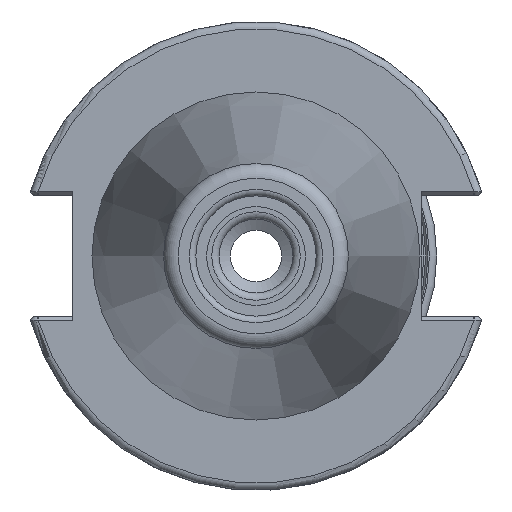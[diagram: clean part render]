
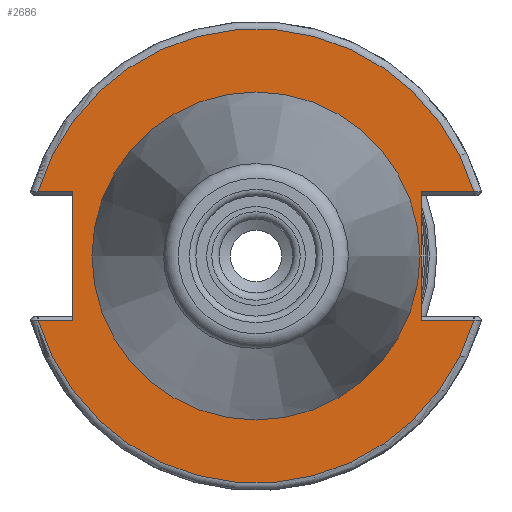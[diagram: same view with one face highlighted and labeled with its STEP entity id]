
A CAD part, left-side view. The second image highlights one B-rep face of the part: STEP entity #2686.
In plain terms, the highlighted planar face has unit normal (-1, 0, 0).
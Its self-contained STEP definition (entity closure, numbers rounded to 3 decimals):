
#105=FACE_BOUND('',#622,.T.);
#127=PLANE('',#2871);
#191=LINE('',#4308,#331);
#203=LINE('',#4453,#343);
#205=LINE('',#4513,#345);
#206=LINE('',#4517,#346);
#207=LINE('',#4519,#347);
#208=LINE('',#4520,#348);
#331=VECTOR('',#3251,10.);
#343=VECTOR('',#3275,10.);
#345=VECTOR('',#3293,10.);
#346=VECTOR('',#3296,10.);
#347=VECTOR('',#3297,10.);
#348=VECTOR('',#3298,10.);
#472=FACE_OUTER_BOUND('',#621,.T.);
#621=EDGE_LOOP('',(#1892,#1893,#1894,#1895,#1896,#1897,#1898,#1899));
#622=EDGE_LOOP('',(#1900,#1901));
#780=CIRCLE('',#2870,30.775);
#781=CIRCLE('',#2872,30.775);
#782=CIRCLE('',#2873,22.225);
#783=CIRCLE('',#2874,22.225);
#1077=VERTEX_POINT('',#4305);
#1078=VERTEX_POINT('',#4307);
#1094=VERTEX_POINT('',#4451);
#1099=VERTEX_POINT('',#4491);
#1101=VERTEX_POINT('',#4512);
#1102=VERTEX_POINT('',#4514);
#1103=VERTEX_POINT('',#4516);
#1104=VERTEX_POINT('',#4518);
#1105=VERTEX_POINT('',#4521);
#1106=VERTEX_POINT('',#4522);
#1387=EDGE_CURVE('',#1078,#1077,#191,.T.);
#1409=EDGE_CURVE('',#1078,#1094,#203,.T.);
#1417=EDGE_CURVE('',#1094,#1099,#780,.T.);
#1420=EDGE_CURVE('',#1101,#1077,#205,.T.);
#1421=EDGE_CURVE('',#1102,#1101,#781,.T.);
#1422=EDGE_CURVE('',#1103,#1102,#206,.T.);
#1423=EDGE_CURVE('',#1103,#1104,#207,.T.);
#1424=EDGE_CURVE('',#1099,#1104,#208,.T.);
#1425=EDGE_CURVE('',#1105,#1106,#782,.T.);
#1426=EDGE_CURVE('',#1106,#1105,#783,.T.);
#1892=ORIENTED_EDGE('',*,*,#1409,.F.);
#1893=ORIENTED_EDGE('',*,*,#1387,.T.);
#1894=ORIENTED_EDGE('',*,*,#1420,.F.);
#1895=ORIENTED_EDGE('',*,*,#1421,.F.);
#1896=ORIENTED_EDGE('',*,*,#1422,.F.);
#1897=ORIENTED_EDGE('',*,*,#1423,.T.);
#1898=ORIENTED_EDGE('',*,*,#1424,.F.);
#1899=ORIENTED_EDGE('',*,*,#1417,.F.);
#1900=ORIENTED_EDGE('',*,*,#1425,.T.);
#1901=ORIENTED_EDGE('',*,*,#1426,.T.);
#2686=ADVANCED_FACE('',(#472,#105),#127,.T.);
#2870=AXIS2_PLACEMENT_3D('',#4492,#3289,#3290);
#2871=AXIS2_PLACEMENT_3D('',#4511,#3291,#3292);
#2872=AXIS2_PLACEMENT_3D('',#4515,#3294,#3295);
#2873=AXIS2_PLACEMENT_3D('',#4523,#3299,#3300);
#2874=AXIS2_PLACEMENT_3D('',#4524,#3301,#3302);
#3251=DIRECTION('',(0.,0.,1.));
#3275=DIRECTION('',(0.,-1.,0.));
#3289=DIRECTION('center_axis',(1.,0.,0.));
#3290=DIRECTION('ref_axis',(0.,0.,-1.));
#3291=DIRECTION('center_axis',(-1.,0.,0.));
#3292=DIRECTION('ref_axis',(0.,0.,1.));
#3293=DIRECTION('',(0.,1.,0.));
#3294=DIRECTION('center_axis',(1.,0.,0.));
#3295=DIRECTION('ref_axis',(0.,0.,-1.));
#3296=DIRECTION('',(0.,1.,0.));
#3297=DIRECTION('',(0.,0.,-1.));
#3298=DIRECTION('',(0.,-1.,0.));
#3299=DIRECTION('center_axis',(1.,0.,0.));
#3300=DIRECTION('ref_axis',(0.,0.,-1.));
#3301=DIRECTION('center_axis',(1.,0.,0.));
#3302=DIRECTION('ref_axis',(0.,0.,-1.));
#4305=CARTESIAN_POINT('',(3.175,-22.41,8.69));
#4307=CARTESIAN_POINT('',(3.175,-22.41,-8.69));
#4308=CARTESIAN_POINT('',(3.175,-22.41,-4.095));
#4451=CARTESIAN_POINT('',(3.175,-29.523,-8.69));
#4453=CARTESIAN_POINT('',(3.175,-4.878,-8.69));
#4491=CARTESIAN_POINT('',(3.175,29.523,-8.69));
#4492=CARTESIAN_POINT('Origin',(3.175,0.,
0.));
#4511=CARTESIAN_POINT('Origin',(3.175,30.775,0.));
#4512=CARTESIAN_POINT('',(3.175,-29.523,8.69));
#4513=CARTESIAN_POINT('',(3.175,4.182,8.69));
#4514=CARTESIAN_POINT('',(3.175,29.523,8.69));
#4515=CARTESIAN_POINT('Origin',(3.175,0.,
0.));
#4516=CARTESIAN_POINT('',(3.175,24.8,8.69));
#4517=CARTESIAN_POINT('',(3.175,32.958,8.69));
#4518=CARTESIAN_POINT('',(3.175,24.8,-8.69));
#4519=CARTESIAN_POINT('',(3.175,24.8,4.095));
#4520=CARTESIAN_POINT('',(3.175,27.788,-8.69));
#4521=CARTESIAN_POINT('',(3.175,22.225,0.));
#4522=CARTESIAN_POINT('',(3.175,-22.225,0.));
#4523=CARTESIAN_POINT('Origin',(3.175,0.,
0.));
#4524=CARTESIAN_POINT('Origin',(3.175,0.,
0.));
